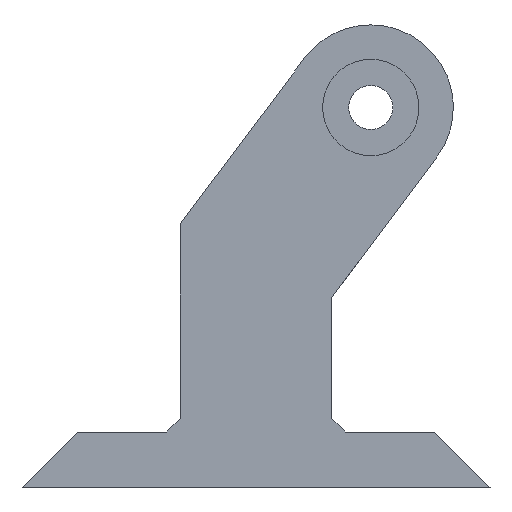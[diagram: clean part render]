
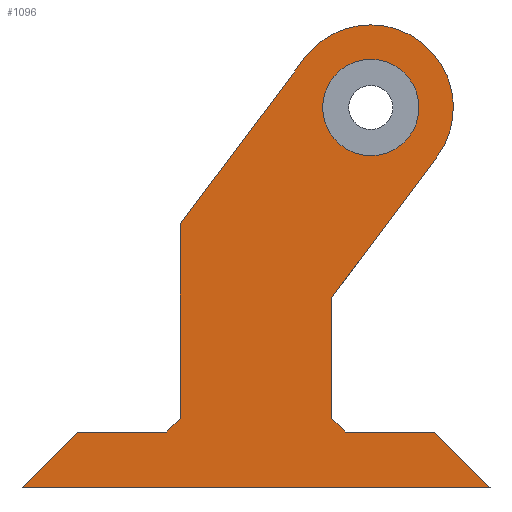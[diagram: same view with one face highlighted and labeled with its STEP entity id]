
A CAD part, left-side view. The second image highlights one B-rep face of the part: STEP entity #1096.
In plain terms, the highlighted planar face has unit normal (-1, 0, 0).
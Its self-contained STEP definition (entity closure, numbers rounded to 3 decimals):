
#9 = CARTESIAN_POINT ( 'NONE',  ( 32.263, 109.394, 142.417 ) ) ;
#11 = EDGE_CURVE ( 'NONE', #328, #374, #167, .T. ) ;
#28 = ORIENTED_EDGE ( 'NONE', *, *, #368, .T. ) ;
#38 = CIRCLE ( 'NONE', #1038, 3.5 ) ;
#46 = LINE ( 'NONE', #52, #778 ) ;
#47 = CARTESIAN_POINT ( 'NONE',  ( 32.263, 123.234, 133.963 ) ) ;
#52 = CARTESIAN_POINT ( 'NONE',  ( 32.263, 110.683, 124.785 ) ) ;
#65 = DIRECTION ( 'NONE',  ( 0., 0.707, 0.707 ) ) ;
#66 = DIRECTION ( 'NONE',  ( -1., 0., 0. ) ) ;
#83 = CARTESIAN_POINT ( 'NONE',  ( 32.263, 8.878, 266.438 ) ) ;
#111 = CARTESIAN_POINT ( 'NONE',  ( 32.263, -13.893, 118.837 ) ) ;
#114 = DIRECTION ( 'NONE',  ( 0., 1., 0. ) ) ;
#131 = VERTEX_POINT ( 'NONE', #663 ) ;
#139 = VERTEX_POINT ( 'NONE', #739 ) ;
#148 = LINE ( 'NONE', #924, #660 ) ;
#167 = CIRCLE ( 'NONE', #960, 6. ) ;
#172 = ORIENTED_EDGE ( 'NONE', *, *, #667, .F. ) ;
#176 = EDGE_CURVE ( 'NONE', #725, #880, #46, .T. ) ;
#178 = DIRECTION ( 'NONE',  ( -1., 0., 0. ) ) ;
#179 = VECTOR ( 'NONE', #521, 1000. ) ;
#180 = CARTESIAN_POINT ( 'NONE',  ( 32.263, -6.841, 256.412 ) ) ;
#188 = VERTEX_POINT ( 'NONE', #762 ) ;
#189 = CARTESIAN_POINT ( 'NONE',  ( 32.263, 109.394, 142.417 ) ) ;
#195 = CARTESIAN_POINT ( 'NONE',  ( 32.263, 112.234, 249.36 ) ) ;
#200 = DIRECTION ( 'NONE',  ( 0., -1., 0. ) ) ;
#202 = CARTESIAN_POINT ( 'NONE',  ( 32.263, 109.394, 138.917 ) ) ;
#221 = EDGE_CURVE ( 'NONE', #188, #1047, #639, .T. ) ;
#222 = ORIENTED_EDGE ( 'NONE', *, *, #221, .F. ) ;
#251 = AXIS2_PLACEMENT_3D ( 'NONE', #587, #1050, #598 ) ;
#252 = VERTEX_POINT ( 'NONE', #519 ) ;
#256 = EDGE_CURVE ( 'NONE', #139, #429, #953, .T. ) ;
#294 = DIRECTION ( 'NONE',  ( 0., 0.707, 0.707 ) ) ;
#297 = VECTOR ( 'NONE', #977, 1000. ) ;
#307 = FACE_BOUND ( 'NONE', #661, .T. ) ;
#314 = CARTESIAN_POINT ( 'NONE',  ( 32.263, 124.234, 118.837 ) ) ;
#328 = VERTEX_POINT ( 'NONE', #422 ) ;
#357 = EDGE_CURVE ( 'NONE', #1047, #188, #38, .T. ) ;
#368 = EDGE_CURVE ( 'NONE', #436, #725, #633, .T. ) ;
#372 = LINE ( 'NONE', #180, #586 ) ;
#374 = VERTEX_POINT ( 'NONE', #652 ) ;
#377 = LINE ( 'NONE', #111, #297 ) ;
#386 = CARTESIAN_POINT ( 'NONE',  ( 32.263, 104.734, 118.837 ) ) ;
#406 = PLANE ( 'NONE',  #878 ) ;
#422 = CARTESIAN_POINT ( 'NONE',  ( 32.263, 109.394, 148.417 ) ) ;
#426 = DIRECTION ( 'NONE',  ( 0., -0.6, 0.8 ) ) ;
#429 = VERTEX_POINT ( 'NONE', #601 ) ;
#436 = VERTEX_POINT ( 'NONE', #745 ) ;
#472 = VECTOR ( 'NONE', #1097, 1000. ) ;
#474 = EDGE_CURVE ( 'NONE', #492, #716, #642, .T. ) ;
#485 = DIRECTION ( 'NONE',  ( 0., 0., 1. ) ) ;
#492 = VERTEX_POINT ( 'NONE', #314 ) ;
#512 = DIRECTION ( 'NONE',  ( 0., 0., 1. ) ) ;
#519 = CARTESIAN_POINT ( 'NONE',  ( 32.263, 123.234, 119.837 ) ) ;
#521 = DIRECTION ( 'NONE',  ( 0., 0.707, -0.707 ) ) ;
#528 = DIRECTION ( 'NONE',  ( 0., 0., 1. ) ) ;
#535 = ORIENTED_EDGE ( 'NONE', *, *, #357, .F. ) ;
#536 = CARTESIAN_POINT ( 'NONE',  ( 32.263, 130.734, 118.837 ) ) ;
#538 = ORIENTED_EDGE ( 'NONE', *, *, #708, .T. ) ;
#542 = EDGE_CURVE ( 'NONE', #429, #328, #736, .T. ) ;
#543 = CARTESIAN_POINT ( 'NONE',  ( 32.263, 100.734, 114.837 ) ) ;
#559 = CARTESIAN_POINT ( 'NONE',  ( 32.263, 18.478, 273.638 ) ) ;
#560 = LINE ( 'NONE', #1113, #602 ) ;
#586 = VECTOR ( 'NONE', #982, 1000. ) ;
#587 = CARTESIAN_POINT ( 'NONE',  ( 32.263, 109.394, 142.417 ) ) ;
#598 = DIRECTION ( 'NONE',  ( 0., 0., 1. ) ) ;
#601 = CARTESIAN_POINT ( 'NONE',  ( 32.263, 104.594, 138.817 ) ) ;
#602 = VECTOR ( 'NONE', #485, 1000. ) ;
#616 = EDGE_CURVE ( 'NONE', #131, #760, #148, .T. ) ;
#623 = AXIS2_PLACEMENT_3D ( 'NONE', #939, #66, #512 ) ;
#630 = ORIENTED_EDGE ( 'NONE', *, *, #176, .T. ) ;
#633 = LINE ( 'NONE', #826, #830 ) ;
#639 = CIRCLE ( 'NONE', #623, 3.5 ) ;
#642 = LINE ( 'NONE', #836, #998 ) ;
#645 = LINE ( 'NONE', #559, #472 ) ;
#646 = ORIENTED_EDGE ( 'NONE', *, *, #11, .T. ) ;
#652 = CARTESIAN_POINT ( 'NONE',  ( 32.263, 114.194, 146.017 ) ) ;
#660 = VECTOR ( 'NONE', #65, 1000. ) ;
#661 = EDGE_LOOP ( 'NONE', ( #222, #535 ) ) ;
#663 = CARTESIAN_POINT ( 'NONE',  ( 32.263, 111.234, 118.837 ) ) ;
#667 = EDGE_CURVE ( 'NONE', #436, #716, #372, .T. ) ;
#685 = EDGE_LOOP ( 'NONE', ( #28, #630, #538, #933, #1043, #1008, #1098, #646, #792, #1082, #885, #950, #172 ) ) ;
#708 = EDGE_CURVE ( 'NONE', #880, #131, #377, .T. ) ;
#716 = VERTEX_POINT ( 'NONE', #536 ) ;
#722 = DIRECTION ( 'NONE',  ( -1., 0., 0. ) ) ;
#725 = VERTEX_POINT ( 'NONE', #543 ) ;
#736 = CIRCLE ( 'NONE', #251, 6. ) ;
#739 = CARTESIAN_POINT ( 'NONE',  ( 32.263, 112.234, 128.63 ) ) ;
#740 = DIRECTION ( 'NONE',  ( 0., 0., 1. ) ) ;
#745 = CARTESIAN_POINT ( 'NONE',  ( 32.263, 134.734, 114.837 ) ) ;
#760 = VERTEX_POINT ( 'NONE', #989 ) ;
#762 = CARTESIAN_POINT ( 'NONE',  ( 32.263, 109.394, 145.917 ) ) ;
#778 = VECTOR ( 'NONE', #294, 1000. ) ;
#792 = ORIENTED_EDGE ( 'NONE', *, *, #838, .F. ) ;
#802 = VECTOR ( 'NONE', #993, 1000. ) ;
#804 = DIRECTION ( 'NONE',  ( 0., 0., 1. ) ) ;
#820 = VERTEX_POINT ( 'NONE', #47 ) ;
#826 = CARTESIAN_POINT ( 'NONE',  ( 32.263, -13.893, 114.837 ) ) ;
#830 = VECTOR ( 'NONE', #200, 1000. ) ;
#836 = CARTESIAN_POINT ( 'NONE',  ( 32.263, -13.893, 118.837 ) ) ;
#838 = EDGE_CURVE ( 'NONE', #820, #374, #645, .T. ) ;
#850 = CARTESIAN_POINT ( 'NONE',  ( 32.263, -13.893, 249.36 ) ) ;
#858 = LINE ( 'NONE', #874, #179 ) ;
#874 = CARTESIAN_POINT ( 'NONE',  ( 32.263, 123.234, 119.837 ) ) ;
#878 = AXIS2_PLACEMENT_3D ( 'NONE', #850, #1028, #740 ) ;
#880 = VERTEX_POINT ( 'NONE', #386 ) ;
#885 = ORIENTED_EDGE ( 'NONE', *, *, #958, .T. ) ;
#909 = FACE_OUTER_BOUND ( 'NONE', #685, .T. ) ;
#924 = CARTESIAN_POINT ( 'NONE',  ( 32.263, 111.234, 118.837 ) ) ;
#933 = ORIENTED_EDGE ( 'NONE', *, *, #616, .T. ) ;
#939 = CARTESIAN_POINT ( 'NONE',  ( 32.263, 109.394, 142.417 ) ) ;
#950 = ORIENTED_EDGE ( 'NONE', *, *, #474, .T. ) ;
#953 = LINE ( 'NONE', #83, #1090 ) ;
#958 = EDGE_CURVE ( 'NONE', #252, #492, #858, .T. ) ;
#960 = AXIS2_PLACEMENT_3D ( 'NONE', #9, #178, #804 ) ;
#977 = DIRECTION ( 'NONE',  ( 0., 1., 0. ) ) ;
#982 = DIRECTION ( 'NONE',  ( 0., -0.707, 0.707 ) ) ;
#989 = CARTESIAN_POINT ( 'NONE',  ( 32.263, 112.234, 119.837 ) ) ;
#993 = DIRECTION ( 'NONE',  ( 0., 0., 1. ) ) ;
#998 = VECTOR ( 'NONE', #114, 1000. ) ;
#1008 = ORIENTED_EDGE ( 'NONE', *, *, #256, .T. ) ;
#1028 = DIRECTION ( 'NONE',  ( -1., 0., 0. ) ) ;
#1033 = EDGE_CURVE ( 'NONE', #760, #139, #1075, .T. ) ;
#1038 = AXIS2_PLACEMENT_3D ( 'NONE', #189, #722, #528 ) ;
#1043 = ORIENTED_EDGE ( 'NONE', *, *, #1033, .T. ) ;
#1047 = VERTEX_POINT ( 'NONE', #202 ) ;
#1050 = DIRECTION ( 'NONE',  ( -1., 0., 0. ) ) ;
#1075 = LINE ( 'NONE', #195, #802 ) ;
#1082 = ORIENTED_EDGE ( 'NONE', *, *, #1124, .F. ) ;
#1090 = VECTOR ( 'NONE', #426, 1000. ) ;
#1096 = ADVANCED_FACE ( 'NONE', ( #307, #909 ), #406, .T. ) ;
#1097 = DIRECTION ( 'NONE',  ( 0., -0.6, 0.8 ) ) ;
#1098 = ORIENTED_EDGE ( 'NONE', *, *, #542, .T. ) ;
#1113 = CARTESIAN_POINT ( 'NONE',  ( 32.263, 123.234, 249.36 ) ) ;
#1124 = EDGE_CURVE ( 'NONE', #252, #820, #560, .T. ) ;
